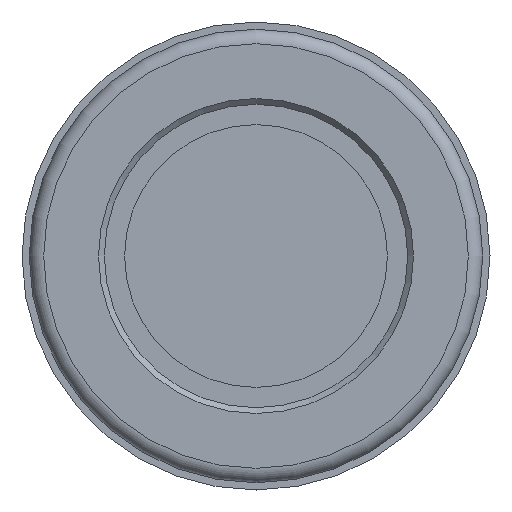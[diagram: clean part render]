
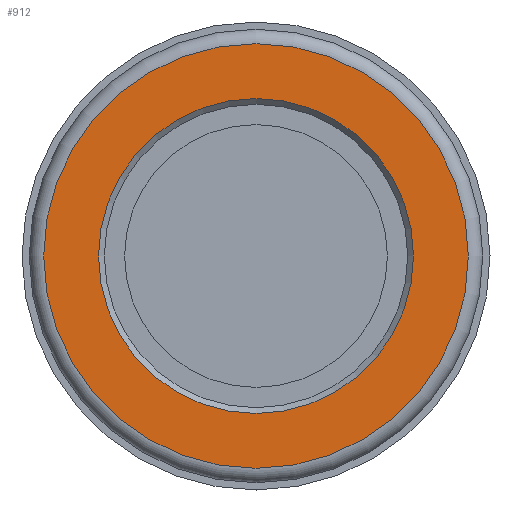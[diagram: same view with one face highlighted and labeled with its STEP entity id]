
A CAD part, left-side view. The second image highlights one B-rep face of the part: STEP entity #912.
In plain terms, the highlighted planar face has unit normal (-1, 0, 0).
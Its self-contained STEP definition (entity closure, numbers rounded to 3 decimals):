
#158=PLANE('',#1027);
#179=FACE_BOUND('',#324,.T.);
#244=FACE_OUTER_BOUND('',#323,.T.);
#323=EDGE_LOOP('',(#809));
#324=EDGE_LOOP('',(#810));
#403=CIRCLE('',#1024,5.45);
#405=CIRCLE('',#1028,7.35);
#485=VERTEX_POINT('',#1606);
#487=VERTEX_POINT('',#1612);
#599=EDGE_CURVE('',#485,#485,#403,.T.);
#601=EDGE_CURVE('',#487,#487,#405,.T.);
#809=ORIENTED_EDGE('',*,*,#601,.F.);
#810=ORIENTED_EDGE('',*,*,#599,.F.);
#912=ADVANCED_FACE('',(#244,#179),#158,.T.);
#1024=AXIS2_PLACEMENT_3D('',#1607,#1270,#1271);
#1027=AXIS2_PLACEMENT_3D('',#1611,#1276,#1277);
#1028=AXIS2_PLACEMENT_3D('',#1613,#1278,#1279);
#1270=DIRECTION('center_axis',(-1.,0.,0.));
#1271=DIRECTION('ref_axis',(0.,0.,-1.));
#1276=DIRECTION('center_axis',(-1.,0.,0.));
#1277=DIRECTION('ref_axis',(0.,0.,1.));
#1278=DIRECTION('center_axis',(1.,0.,0.));
#1279=DIRECTION('ref_axis',(0.,-1.,0.));
#1606=CARTESIAN_POINT('',(0.,0.,5.45));
#1607=CARTESIAN_POINT('Origin',(0.,0.,0.));
#1611=CARTESIAN_POINT('Origin',(0.,0.,0.));
#1612=CARTESIAN_POINT('',(0.,7.35,0.));
#1613=CARTESIAN_POINT('Origin',(0.,0.,0.));
